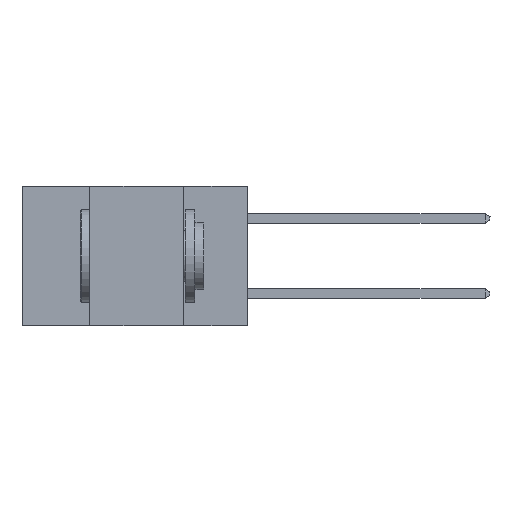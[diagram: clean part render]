
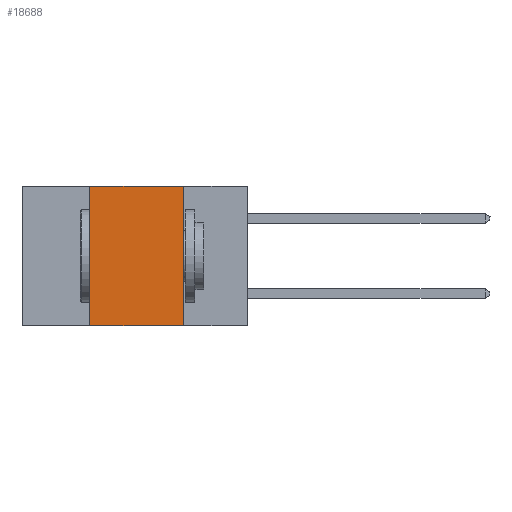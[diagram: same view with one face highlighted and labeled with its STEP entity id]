
A CAD part, left-side view. The second image highlights one B-rep face of the part: STEP entity #18688.
In plain terms, the highlighted planar face has unit normal (-1, 0, 0).
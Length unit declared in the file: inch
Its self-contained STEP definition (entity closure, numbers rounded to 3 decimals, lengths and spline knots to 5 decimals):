
#105 = VECTOR ( 'NONE', #16878, 39.37008 ) ;
#632 = LINE ( 'NONE', #17872, #4789 ) ;
#1013 = EDGE_CURVE ( 'NONE', #2955, #4379, #5749, .T. ) ;
#2570 = ORIENTED_EDGE ( 'NONE', *, *, #6648, .T. ) ;
#2955 = VERTEX_POINT ( 'NONE', #19041 ) ;
#3446 = FACE_OUTER_BOUND ( 'NONE', #8342, .T. ) ;
#4052 = ORIENTED_EDGE ( 'NONE', *, *, #17703, .F. ) ;
#4115 = CARTESIAN_POINT ( 'NONE',  ( 0., 0.17, -0.37 ) ) ;
#4148 = LINE ( 'NONE', #12099, #105 ) ;
#4379 = VERTEX_POINT ( 'NONE', #8769 ) ;
#4789 = VECTOR ( 'NONE', #17673, 39.37008 ) ;
#5545 = VECTOR ( 'NONE', #16751, 39.37008 ) ;
#5656 = CARTESIAN_POINT ( 'NONE',  ( 0., 0.42, -0.37 ) ) ;
#5749 = LINE ( 'NONE', #9199, #5545 ) ;
#6254 = VERTEX_POINT ( 'NONE', #5656 ) ;
#6300 = PLANE ( 'NONE',  #6329 ) ;
#6329 = AXIS2_PLACEMENT_3D ( 'NONE', #18949, #14042, #15783 ) ;
#6648 = EDGE_CURVE ( 'NONE', #6254, #14027, #632, .T. ) ;
#7625 = ORIENTED_EDGE ( 'NONE', *, *, #1013, .F. ) ;
#8150 = ORIENTED_EDGE ( 'NONE', *, *, #11417, .F. ) ;
#8342 = EDGE_LOOP ( 'NONE', ( #8150, #7625, #4052, #2570 ) ) ;
#8769 = CARTESIAN_POINT ( 'NONE',  ( 0., 0.17, 0. ) ) ;
#9199 = CARTESIAN_POINT ( 'NONE',  ( 0., 0.6, 0. ) ) ;
#9416 = VECTOR ( 'NONE', #14761, 39.37008 ) ;
#11399 = LINE ( 'NONE', #14450, #9416 ) ;
#11417 = EDGE_CURVE ( 'NONE', #4379, #14027, #11399, .T. ) ;
#12099 = CARTESIAN_POINT ( 'NONE',  ( 0., 0.42, -0.37 ) ) ;
#14027 = VERTEX_POINT ( 'NONE', #4115 ) ;
#14042 = DIRECTION ( 'NONE',  ( 1., 0., 0. ) ) ;
#14450 = CARTESIAN_POINT ( 'NONE',  ( 0., 0.17, -0.37 ) ) ;
#14761 = DIRECTION ( 'NONE',  ( 0., 0., -1. ) ) ;
#15783 = DIRECTION ( 'NONE',  ( 0., 0., -1. ) ) ;
#16751 = DIRECTION ( 'NONE',  ( 0., -1., 0. ) ) ;
#16878 = DIRECTION ( 'NONE',  ( 0., 0., 1. ) ) ;
#17673 = DIRECTION ( 'NONE',  ( 0., -1., 0. ) ) ;
#17703 = EDGE_CURVE ( 'NONE', #6254, #2955, #4148, .T. ) ;
#17872 = CARTESIAN_POINT ( 'NONE',  ( 0., 0.6, -0.37 ) ) ;
#18688 = ADVANCED_FACE ( 'NONE', ( #3446 ), #6300, .F. ) ;
#18949 = CARTESIAN_POINT ( 'NONE',  ( 0., 0.6, 0. ) ) ;
#19041 = CARTESIAN_POINT ( 'NONE',  ( 0., 0.42, 0. ) ) ;
